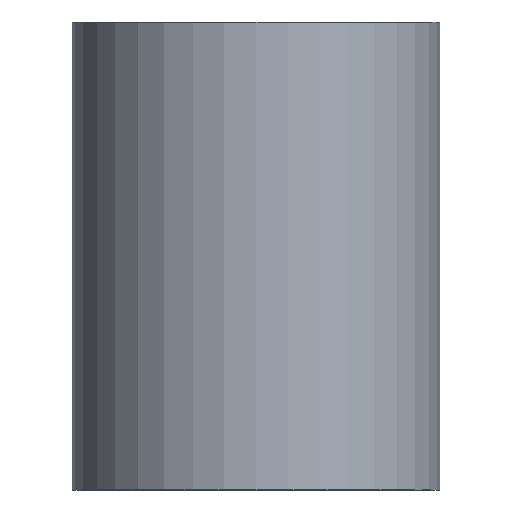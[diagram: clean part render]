
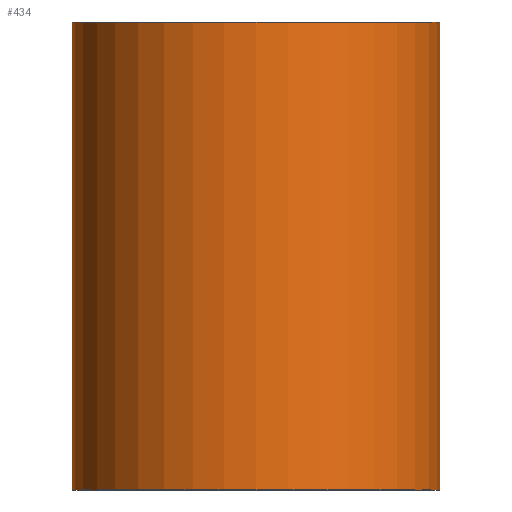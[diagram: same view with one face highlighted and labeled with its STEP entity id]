
A CAD part, front view. The second image highlights one B-rep face of the part: STEP entity #434.
In plain terms, the highlighted cylindrical face has radius 660 mm (diameter 1320 mm), a full revolution.
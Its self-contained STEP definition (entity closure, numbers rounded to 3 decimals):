
#49 = FACE_OUTER_BOUND ( 'NONE', #1042, .T. ) ;
#62 = EDGE_LOOP ( 'NONE', ( #1511 ) ) ;
#66 = CARTESIAN_POINT ( 'NONE',  ( 660., 0., 0. ) ) ;
#162 = CYLINDRICAL_SURFACE ( 'NONE', #549, 660. ) ;
#217 = FACE_OUTER_BOUND ( 'NONE', #62, .T. ) ;
#419 = AXIS2_PLACEMENT_3D ( 'NONE', #975, #745, #884 ) ;
#434 = ADVANCED_FACE ( 'NONE', ( #217, #49 ), #162, .T. ) ;
#437 = CARTESIAN_POINT ( 'NONE',  ( 660., 0., 1680. ) ) ;
#448 = CIRCLE ( 'NONE', #1426, 660. ) ;
#484 = EDGE_CURVE ( 'NONE', #837, #837, #448, .T. ) ;
#491 = VERTEX_POINT ( 'NONE', #437 ) ;
#499 = ORIENTED_EDGE ( 'NONE', *, *, #607, .F. ) ;
#549 = AXIS2_PLACEMENT_3D ( 'NONE', #850, #574, #1363 ) ;
#574 = DIRECTION ( 'NONE',  ( 0., 0., 1. ) ) ;
#607 = EDGE_CURVE ( 'NONE', #491, #491, #1336, .T. ) ;
#745 = DIRECTION ( 'NONE',  ( 0., 0., 1. ) ) ;
#837 = VERTEX_POINT ( 'NONE', #66 ) ;
#850 = CARTESIAN_POINT ( 'NONE',  ( 0., 0., 0. ) ) ;
#884 = DIRECTION ( 'NONE',  ( 1., 0., 0. ) ) ;
#975 = CARTESIAN_POINT ( 'NONE',  ( 0., 0., 1680. ) ) ;
#1032 = DIRECTION ( 'NONE',  ( 0., 0., 1. ) ) ;
#1042 = EDGE_LOOP ( 'NONE', ( #499 ) ) ;
#1336 = CIRCLE ( 'NONE', #419, 660. ) ;
#1363 = DIRECTION ( 'NONE',  ( 1., 0., 0. ) ) ;
#1393 = DIRECTION ( 'NONE',  ( 1., 0., 0. ) ) ;
#1406 = CARTESIAN_POINT ( 'NONE',  ( 0., 0., 0. ) ) ;
#1426 = AXIS2_PLACEMENT_3D ( 'NONE', #1406, #1032, #1393 ) ;
#1511 = ORIENTED_EDGE ( 'NONE', *, *, #484, .T. ) ;
